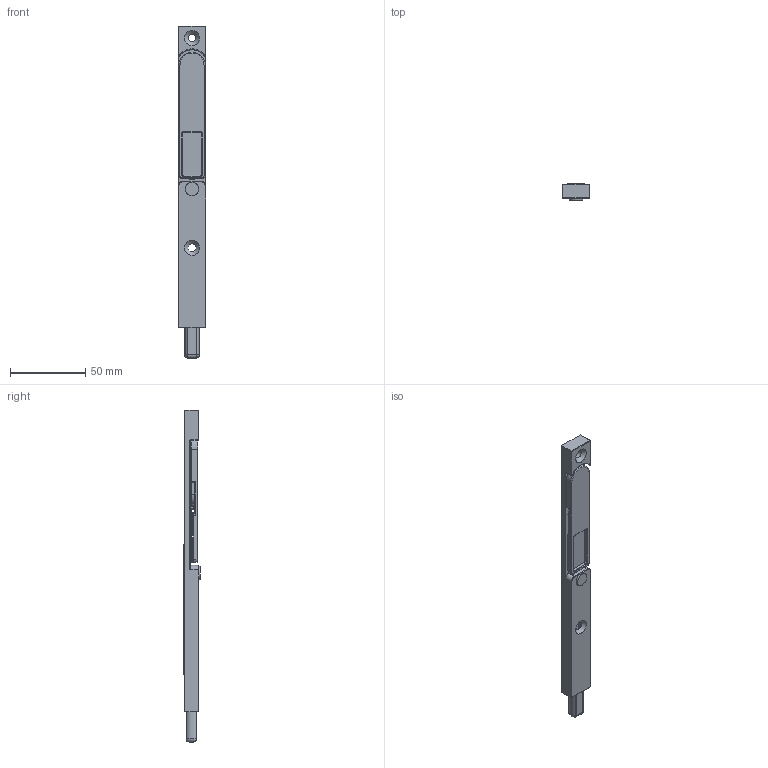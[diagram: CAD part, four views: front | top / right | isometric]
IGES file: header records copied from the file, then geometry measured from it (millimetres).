
Global section: file name: 620008.stp.iam; native system: Autodesk Inventor 2014; preprocessor: unknown; author: zeman; date: 20151016.110635; units: millimetre
Bounding box: 18 x 10.8 x 220 mm (x, y, z)
Volume: 22528.1 mm3; surface area: 22116.5 mm2
Topology: 5 solids, 5 shells, 282 faces, 678 edges, 405 vertices
Faces by surface type: plane 93, cylinder 88, revolution 76, bspline 16, sphere 8, cone 1
Full cylindrical faces by diameter (mm): 5 x2, 6 x2
